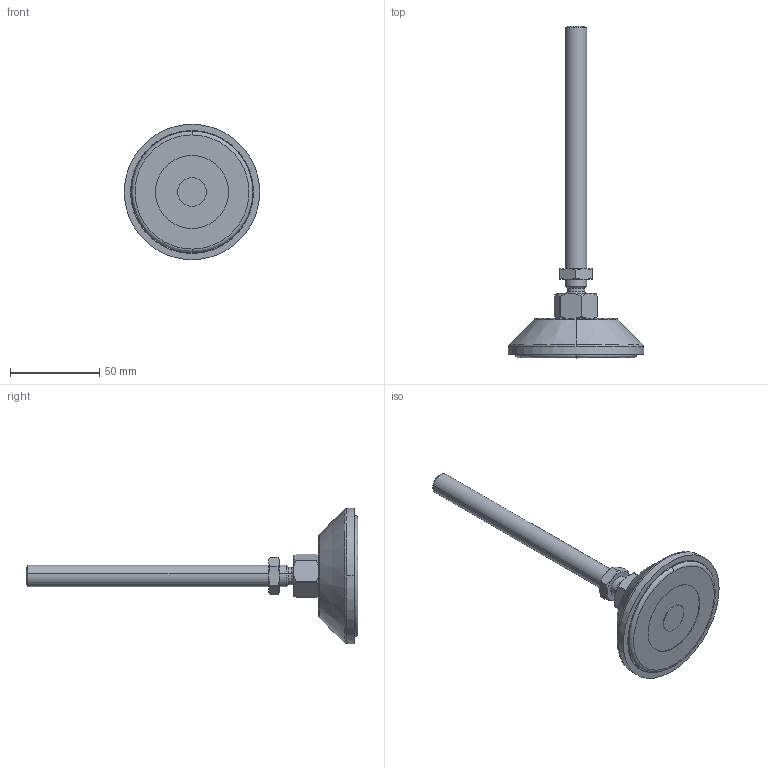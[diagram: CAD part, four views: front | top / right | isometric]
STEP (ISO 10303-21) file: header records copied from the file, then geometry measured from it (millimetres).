
FILE_DESCRIPTION (( 'STEP AP203' ), '1' );
FILE_NAME ('A60.16.80.23 Pivot trapezoid feet 80 - M12 x 150.STEP', '2018-09-28T13:44:11', ( '' ), ( '' ), 'SwSTEP 2.0', 'SolidWorks 2015', '' );
FILE_SCHEMA (( 'CONFIG_CONTROL_DESIGN' ));
Length unit declared in the file: inch
Products named in the file (2): A60.16.80.23 Pivot trapezoid feet 80 - M12 x 150
Bounding box: 76 x 186.12 x 76 mm (x, y, z)
Volume: 71847.5 mm3; surface area: 35256.8 mm2
Topology: 7 solids, 7 shells, 151 faces, 325 edges, 198 vertices
Faces by surface type: cone 52, plane 41, cylinder 40, bspline 16, torus 2
Entity records: 4960 total; most frequent: CARTESIAN_POINT 1564, DIRECTION 706, ORIENTED_EDGE 646, EDGE_CURVE 323, AXIS2_PLACEMENT_3D 298, VERTEX_POINT 198, EDGE_LOOP 171, CIRCLE 161
